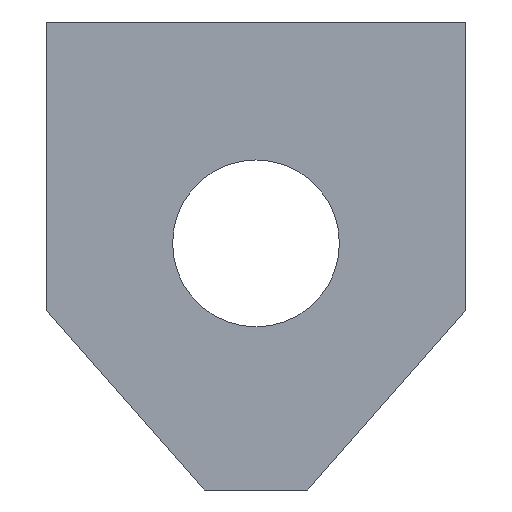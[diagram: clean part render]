
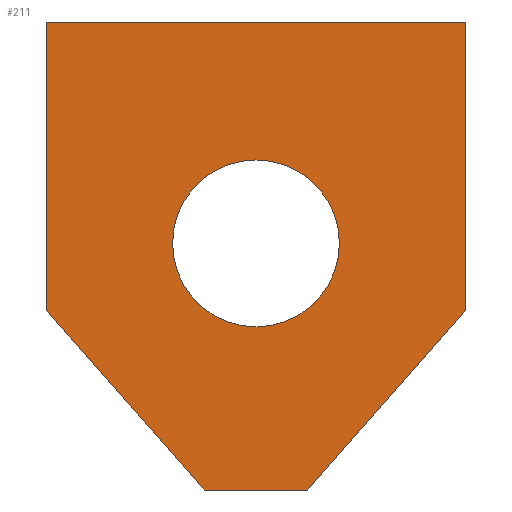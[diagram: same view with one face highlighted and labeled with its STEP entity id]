
A CAD part, front view. The second image highlights one B-rep face of the part: STEP entity #211.
In plain terms, the highlighted planar face has unit normal (0, -1, 0).
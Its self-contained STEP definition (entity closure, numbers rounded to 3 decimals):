
#7 = CARTESIAN_POINT ( 'NONE',  ( 1.274, 0., -13.999 ) ) ;
#9 = EDGE_LOOP ( 'NONE', ( #191, #352 ) ) ;
#10 = CARTESIAN_POINT ( 'NONE',  ( 0., 0., 0. ) ) ;
#13 = DIRECTION ( 'NONE',  ( 1., 0., 0. ) ) ;
#16 = CARTESIAN_POINT ( 'NONE',  ( -1.274, 0., -13.999 ) ) ;
#18 = DIRECTION ( 'NONE',  ( -0.66, 0., 0.751 ) ) ;
#21 = CARTESIAN_POINT ( 'NONE',  ( -5.15, 0., -2.5 ) ) ;
#22 = CARTESIAN_POINT ( 'NONE',  ( 0., 0., -5.89 ) ) ;
#27 = EDGE_CURVE ( 'NONE', #170, #280, #193, .T. ) ;
#31 = LINE ( 'NONE', #78, #350 ) ;
#35 = AXIS2_PLACEMENT_3D ( 'NONE', #10, #81, #87 ) ;
#39 = EDGE_CURVE ( 'NONE', #134, #267, #223, .T. ) ;
#40 = EDGE_CURVE ( 'NONE', #120, #363, #222, .T. ) ;
#43 = CARTESIAN_POINT ( 'NONE',  ( 0., 0., -9.99 ) ) ;
#45 = DIRECTION ( 'NONE',  ( 0., 0., 1. ) ) ;
#57 = CARTESIAN_POINT ( 'NONE',  ( -5.15, 0., -2.5 ) ) ;
#74 = ORIENTED_EDGE ( 'NONE', *, *, #39, .F. ) ;
#76 = PLANE ( 'NONE',  #35 ) ;
#77 = AXIS2_PLACEMENT_3D ( 'NONE', #228, #198, #200 ) ;
#78 = CARTESIAN_POINT ( 'NONE',  ( 5.15, 0., -9.591 ) ) ;
#81 = DIRECTION ( 'NONE',  ( 0., 1., 0. ) ) ;
#82 = CARTESIAN_POINT ( 'NONE',  ( -1.274, 0., -13.999 ) ) ;
#87 = DIRECTION ( 'NONE',  ( 0., 0., 1. ) ) ;
#88 = ORIENTED_EDGE ( 'NONE', *, *, #115, .F. ) ;
#92 = FACE_OUTER_BOUND ( 'NONE', #168, .T. ) ;
#96 = CARTESIAN_POINT ( 'NONE',  ( 5.15, 0., -9.591 ) ) ;
#113 = LINE ( 'NONE', #266, #116 ) ;
#115 = EDGE_CURVE ( 'NONE', #267, #120, #172, .T. ) ;
#116 = VECTOR ( 'NONE', #357, 1000. ) ;
#117 = VERTEX_POINT ( 'NONE', #43 ) ;
#120 = VERTEX_POINT ( 'NONE', #57 ) ;
#134 = VERTEX_POINT ( 'NONE', #82 ) ;
#146 = DIRECTION ( 'NONE',  ( 0., 0., -1. ) ) ;
#152 = ORIENTED_EDGE ( 'NONE', *, *, #27, .F. ) ;
#168 = EDGE_LOOP ( 'NONE', ( #366, #152, #230, #261, #88, #74 ) ) ;
#170 = VERTEX_POINT ( 'NONE', #96 ) ;
#172 = LINE ( 'NONE', #264, #257 ) ;
#176 = EDGE_CURVE ( 'NONE', #303, #117, #287, .T. ) ;
#179 = EDGE_CURVE ( 'NONE', #117, #303, #318, .T. ) ;
#180 = CARTESIAN_POINT ( 'NONE',  ( 5.15, 0., -2.5 ) ) ;
#184 = VECTOR ( 'NONE', #13, 1000. ) ;
#191 = ORIENTED_EDGE ( 'NONE', *, *, #179, .T. ) ;
#193 = LINE ( 'NONE', #7, #194 ) ;
#194 = VECTOR ( 'NONE', #220, 1000. ) ;
#198 = DIRECTION ( 'NONE',  ( 0., 1., 0. ) ) ;
#200 = DIRECTION ( 'NONE',  ( 0., 0., 1. ) ) ;
#211 = ADVANCED_FACE ( 'NONE', ( #92, #307 ), #76, .F. ) ;
#220 = DIRECTION ( 'NONE',  ( -0.66, 0., -0.751 ) ) ;
#222 = LINE ( 'NONE', #21, #184 ) ;
#223 = LINE ( 'NONE', #16, #226 ) ;
#225 = EDGE_CURVE ( 'NONE', #363, #170, #31, .T. ) ;
#226 = VECTOR ( 'NONE', #18, 1000. ) ;
#228 = CARTESIAN_POINT ( 'NONE',  ( 0., 0., -7.94 ) ) ;
#230 = ORIENTED_EDGE ( 'NONE', *, *, #225, .F. ) ;
#235 = CARTESIAN_POINT ( 'NONE',  ( -5.15, 0., -9.591 ) ) ;
#257 = VECTOR ( 'NONE', #45, 1000. ) ;
#261 = ORIENTED_EDGE ( 'NONE', *, *, #40, .F. ) ;
#264 = CARTESIAN_POINT ( 'NONE',  ( -5.15, 0., -9.591 ) ) ;
#266 = CARTESIAN_POINT ( 'NONE',  ( 1.274, 0., -13.999 ) ) ;
#267 = VERTEX_POINT ( 'NONE', #235 ) ;
#280 = VERTEX_POINT ( 'NONE', #371 ) ;
#287 = CIRCLE ( 'NONE', #77, 2.05 ) ;
#303 = VERTEX_POINT ( 'NONE', #22 ) ;
#307 = FACE_BOUND ( 'NONE', #9, .T. ) ;
#318 = CIRCLE ( 'NONE', #355, 2.05 ) ;
#333 = DIRECTION ( 'NONE',  ( 0., 0., 1. ) ) ;
#335 = DIRECTION ( 'NONE',  ( 0., 1., 0. ) ) ;
#338 = CARTESIAN_POINT ( 'NONE',  ( 0., 0., -7.94 ) ) ;
#348 = EDGE_CURVE ( 'NONE', #280, #134, #113, .T. ) ;
#350 = VECTOR ( 'NONE', #146, 1000. ) ;
#352 = ORIENTED_EDGE ( 'NONE', *, *, #176, .T. ) ;
#355 = AXIS2_PLACEMENT_3D ( 'NONE', #338, #335, #333 ) ;
#357 = DIRECTION ( 'NONE',  ( -1., 0., 0. ) ) ;
#363 = VERTEX_POINT ( 'NONE', #180 ) ;
#366 = ORIENTED_EDGE ( 'NONE', *, *, #348, .F. ) ;
#371 = CARTESIAN_POINT ( 'NONE',  ( 1.274, 0., -13.999 ) ) ;
